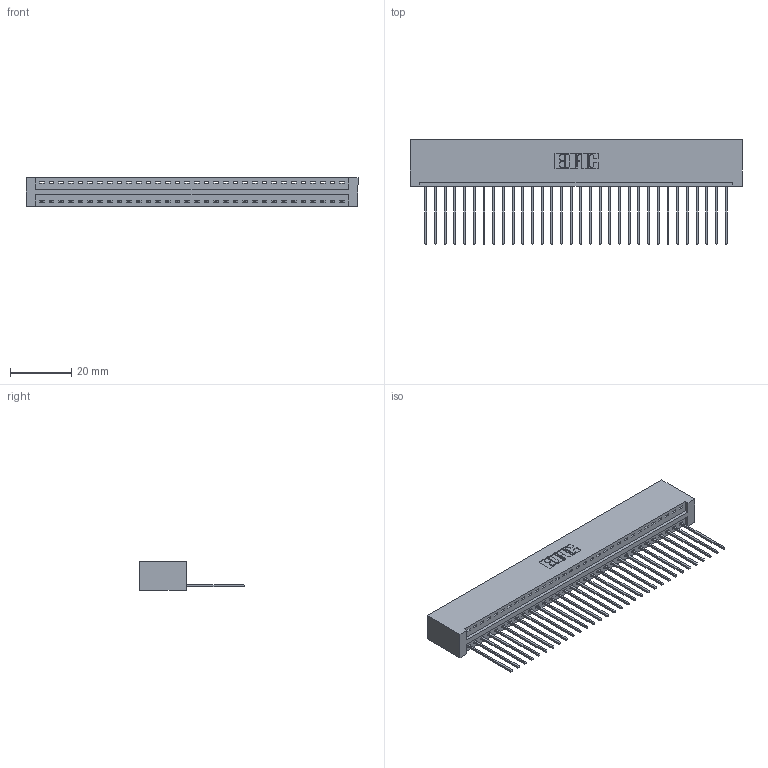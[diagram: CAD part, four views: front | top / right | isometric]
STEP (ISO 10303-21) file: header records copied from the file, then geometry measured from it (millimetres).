
FILE_DESCRIPTION (( 'STEP AP203' ), '1' );
FILE_NAME ('346-032-541-101.STEP', '2022-05-06T18:35:31', ( '' ), ( '' ), 'SwSTEP 2.0', 'SolidWorks 2020', '' );
FILE_SCHEMA (( 'CONFIG_CONTROL_DESIGN' ));
Length unit declared in the file: inch
Products named in the file (3): 345-292-001_345-293-141; 346 Part_No Mounting Lugs; 346-032-541-101
Assembly tree (33 placements, depth 2):
  346-032-541-101
    346 Part_No Mounting Lugs
    345-292-001_345-293-141  x32
Bounding box: 108.84 x 34.29 x 9.4 mm (x, y, z)
Volume: 11004.4 mm3; surface area: 14352.1 mm2
Topology: 33 solids, 33 shells, 1970 faces, 5937 edges, 3914 vertices
Faces by surface type: plane 1352, cylinder 618
Entity records: 20947 total; most frequent: CARTESIAN_POINT 3600, ORIENTED_EDGE 3566, DIRECTION 3183, EDGE_CURVE 1783, LINE 1531, VECTOR 1531, VERTEX_POINT 1186, AXIS2_PLACEMENT_3D 826
